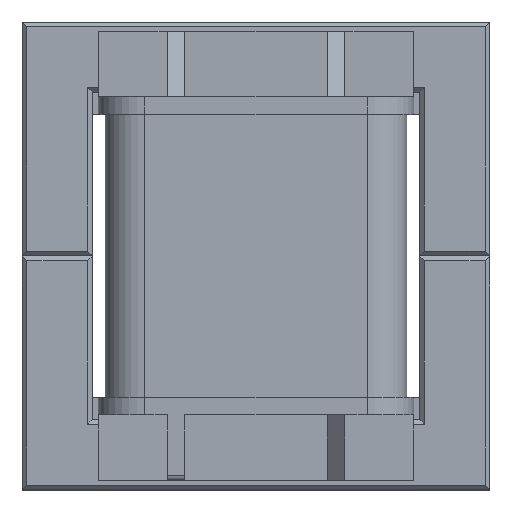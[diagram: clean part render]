
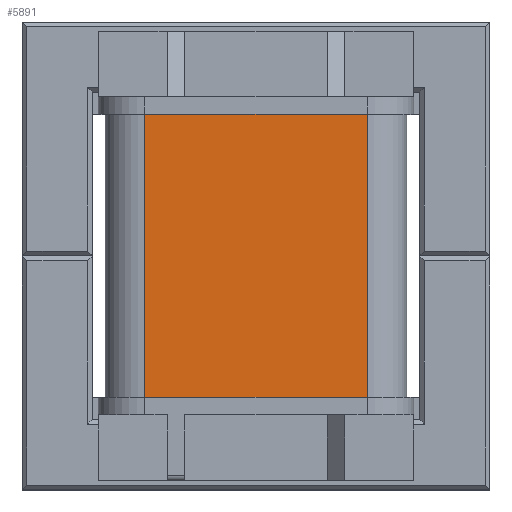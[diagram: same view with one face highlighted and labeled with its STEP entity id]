
A CAD part, top view. The second image highlights one B-rep face of the part: STEP entity #5891.
In plain terms, the highlighted planar face has unit normal (0, 0, 1).
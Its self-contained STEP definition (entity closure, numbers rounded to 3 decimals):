
#273=PLANE('',#6465);
#628=FACE_OUTER_BOUND('',#987,.T.);
#987=EDGE_LOOP('',(#5282,#5283,#5284,#5285));
#1556=LINE('',#9676,#2194);
#1577=LINE('',#9727,#2215);
#1578=LINE('',#9730,#2216);
#1579=LINE('',#9731,#2217);
#2194=VECTOR('',#8002,10.);
#2215=VECTOR('',#8051,10.);
#2216=VECTOR('',#8054,10.);
#2217=VECTOR('',#8055,10.);
#2918=VERTEX_POINT('',#9673);
#2919=VERTEX_POINT('',#9675);
#2935=VERTEX_POINT('',#9725);
#2936=VERTEX_POINT('',#9729);
#3706=EDGE_CURVE('',#2918,#2919,#1556,.T.);
#3732=EDGE_CURVE('',#2918,#2935,#1577,.T.);
#3733=EDGE_CURVE('',#2936,#2935,#1578,.T.);
#3734=EDGE_CURVE('',#2919,#2936,#1579,.T.);
#5282=ORIENTED_EDGE('',*,*,#3733,.F.);
#5283=ORIENTED_EDGE('',*,*,#3734,.F.);
#5284=ORIENTED_EDGE('',*,*,#3706,.F.);
#5285=ORIENTED_EDGE('',*,*,#3732,.T.);
#5891=ADVANCED_FACE('',(#628),#273,.T.);
#6465=AXIS2_PLACEMENT_3D('',#9728,#8052,#8053);
#8002=DIRECTION('',(-1.,0.,0.));
#8051=DIRECTION('',(0.,1.,0.));
#8052=DIRECTION('center_axis',(0.,0.,1.));
#8053=DIRECTION('ref_axis',(1.,0.,0.));
#8054=DIRECTION('',(1.,0.,0.));
#8055=DIRECTION('',(0.,1.,0.));
#9673=CARTESIAN_POINT('',(4.75,-6.05,15.));
#9675=CARTESIAN_POINT('',(-4.75,-6.05,15.));
#9676=CARTESIAN_POINT('',(2.375,-6.05,15.));
#9725=CARTESIAN_POINT('',(4.75,6.05,15.));
#9727=CARTESIAN_POINT('',(4.75,0.,15.));
#9728=CARTESIAN_POINT('Origin',(-4.75,0.,15.));
#9729=CARTESIAN_POINT('',(-4.75,6.05,15.));
#9730=CARTESIAN_POINT('',(-2.375,6.05,15.));
#9731=CARTESIAN_POINT('',(-4.75,0.,15.));
